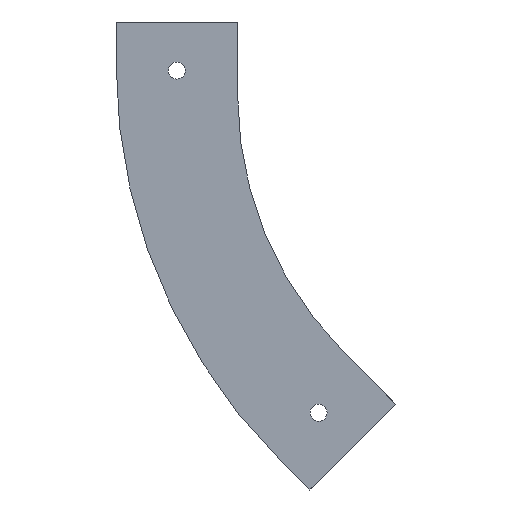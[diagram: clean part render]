
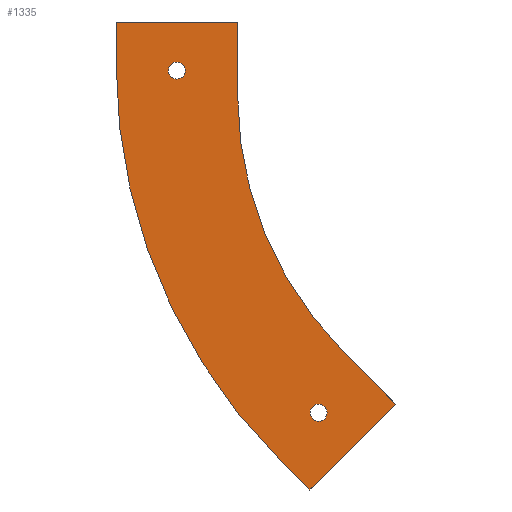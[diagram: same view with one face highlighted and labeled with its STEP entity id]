
A CAD part, front view. The second image highlights one B-rep face of the part: STEP entity #1335.
In plain terms, the highlighted planar face has unit normal (0, -1, 0).
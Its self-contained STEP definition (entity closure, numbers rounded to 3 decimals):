
#85 = DIRECTION ( 'NONE',  ( -0.707, 0., -0.707 ) ) ;
#86 = CARTESIAN_POINT ( 'NONE',  ( 54.792, 0., -192.635 ) ) ;
#101 = CARTESIAN_POINT ( 'NONE',  ( 175., 0., -30. ) ) ;
#102 = DIRECTION ( 'NONE',  ( 0., -1., 0. ) ) ;
#103 = DIRECTION ( 'NONE',  ( 0., 0., -1. ) ) ;
#104 = CARTESIAN_POINT ( 'NONE',  ( 25., 0., 0. ) ) ;
#105 = DIRECTION ( 'NONE',  ( 0., 0., -1. ) ) ;
#144 = CARTESIAN_POINT ( 'NONE',  ( 58.327, 0., -160.815 ) ) ;
#145 = DIRECTION ( 'NONE',  ( 0., -1., 0. ) ) ;
#146 = DIRECTION ( 'NONE',  ( 0., 0., 1. ) ) ;
#148 = CARTESIAN_POINT ( 'NONE',  ( 0., 0., -20. ) ) ;
#149 = DIRECTION ( 'NONE',  ( 0., -1., 0. ) ) ;
#150 = DIRECTION ( 'NONE',  ( 0., 0., 1. ) ) ;
#225 = DIRECTION ( 'NONE',  ( 0., 0., 1. ) ) ;
#237 = CARTESIAN_POINT ( 'NONE',  ( -25., 0., 0. ) ) ;
#276 = CARTESIAN_POINT ( 'NONE',  ( 25., 0., -30. ) ) ;
#279 = CARTESIAN_POINT ( 'NONE',  ( 68.934, 0., -136.066 ) ) ;
#280 = CARTESIAN_POINT ( 'NONE',  ( 90.147, 0., -157.279 ) ) ;
#288 = CARTESIAN_POINT ( 'NONE',  ( 42.365, 0., -180.208 ) ) ;
#290 = CARTESIAN_POINT ( 'NONE',  ( 54.792, 0., -192.635 ) ) ;
#333 = CARTESIAN_POINT ( 'NONE',  ( 25., 0., 0. ) ) ;
#334 = CARTESIAN_POINT ( 'NONE',  ( -25., 0., 0. ) ) ;
#335 = CARTESIAN_POINT ( 'NONE',  ( -25., 0., -17.574 ) ) ;
#337 = EDGE_CURVE ( 'NONE', #1247, #1246, #1287, .T. ) ;
#346 = EDGE_CURVE ( 'NONE', #1192, #1193, #1301, .T. ) ;
#354 = EDGE_CURVE ( 'NONE', #1203, #1201, #1314, .T. ) ;
#359 = EDGE_CURVE ( 'NONE', #1201, #1248, #1319, .T. ) ;
#366 = EDGE_CURVE ( 'NONE', #1193, #1203, #605, .T. ) ;
#376 = EDGE_CURVE ( 'NONE', #1186, #1192, #620, .T. ) ;
#378 = EDGE_CURVE ( 'NONE', #1246, #1186, #626, .T. ) ;
#394 = EDGE_CURVE ( 'NONE', #801, #801, #650, .T. ) ;
#395 = EDGE_CURVE ( 'NONE', #802, #802, #655, .T. ) ;
#467 = DIRECTION ( 'NONE',  ( 0., 1., 0. ) ) ;
#474 = CARTESIAN_POINT ( 'NONE',  ( 205., 0., -17.574 ) ) ;
#476 = PLANE ( 'NONE',  #987 ) ;
#478 = DIRECTION ( 'NONE',  ( 0., 0., 1. ) ) ;
#571 = CARTESIAN_POINT ( 'NONE',  ( 0., 0., -16.5 ) ) ;
#576 = CARTESIAN_POINT ( 'NONE',  ( 58.327, 0., -157.315 ) ) ;
#605 = LINE ( 'NONE', #86, #608 ) ;
#608 = VECTOR ( 'NONE', #85, 1000. ) ;
#620 = CIRCLE ( 'NONE', #958, 150. ) ;
#626 = LINE ( 'NONE', #104, #629 ) ;
#629 = VECTOR ( 'NONE', #105, 1000. ) ;
#650 = CIRCLE ( 'NONE', #966, 3.5 ) ;
#655 = CIRCLE ( 'NONE', #967, 3.5 ) ;
#705 = FACE_BOUND ( 'NONE', #1157, .T. ) ;
#735 = LINE ( 'NONE', #237, #737 ) ;
#737 = VECTOR ( 'NONE', #225, 1000. ) ;
#751 = FACE_OUTER_BOUND ( 'NONE', #1145, .T. ) ;
#753 = FACE_BOUND ( 'NONE', #1161, .T. ) ;
#801 = VERTEX_POINT ( 'NONE', #576 ) ;
#802 = VERTEX_POINT ( 'NONE', #571 ) ;
#846 = CARTESIAN_POINT ( 'NONE',  ( 42.365, 0., -180.208 ) ) ;
#853 = DIRECTION ( 'NONE',  ( 0., 0., 1. ) ) ;
#861 = DIRECTION ( 'NONE',  ( -0.707, 0., 0.707 ) ) ;
#882 = CARTESIAN_POINT ( 'NONE',  ( -25., 0., 0. ) ) ;
#884 = CARTESIAN_POINT ( 'NONE',  ( 90.147, 0., -157.279 ) ) ;
#886 = DIRECTION ( 'NONE',  ( 0., 1., 0. ) ) ;
#897 = DIRECTION ( 'NONE',  ( 1., 0., 0. ) ) ;
#900 = CARTESIAN_POINT ( 'NONE',  ( 205., 0., -17.574 ) ) ;
#905 = DIRECTION ( 'NONE',  ( 0.707, 0., -0.707 ) ) ;
#916 = ORIENTED_EDGE ( 'NONE', *, *, #359, .F. ) ;
#917 = ORIENTED_EDGE ( 'NONE', *, *, #949, .F. ) ;
#918 = ORIENTED_EDGE ( 'NONE', *, *, #337, .F. ) ;
#919 = ORIENTED_EDGE ( 'NONE', *, *, #378, .F. ) ;
#920 = ORIENTED_EDGE ( 'NONE', *, *, #376, .F. ) ;
#921 = ORIENTED_EDGE ( 'NONE', *, *, #346, .F. ) ;
#949 = EDGE_CURVE ( 'NONE', #1248, #1247, #735, .T. ) ;
#953 = AXIS2_PLACEMENT_3D ( 'NONE', #900, #886, #853 ) ;
#958 = AXIS2_PLACEMENT_3D ( 'NONE', #101, #102, #103 ) ;
#966 = AXIS2_PLACEMENT_3D ( 'NONE', #144, #145, #146 ) ;
#967 = AXIS2_PLACEMENT_3D ( 'NONE', #148, #149, #150 ) ;
#987 = AXIS2_PLACEMENT_3D ( 'NONE', #474, #467, #478 ) ;
#1145 = EDGE_LOOP ( 'NONE', ( #1366, #1365, #921, #920, #919, #918, #917, #916 ) ) ;
#1157 = EDGE_LOOP ( 'NONE', ( #1369 ) ) ;
#1161 = EDGE_LOOP ( 'NONE', ( #1367 ) ) ;
#1186 = VERTEX_POINT ( 'NONE', #276 ) ;
#1192 = VERTEX_POINT ( 'NONE', #279 ) ;
#1193 = VERTEX_POINT ( 'NONE', #280 ) ;
#1201 = VERTEX_POINT ( 'NONE', #288 ) ;
#1203 = VERTEX_POINT ( 'NONE', #290 ) ;
#1246 = VERTEX_POINT ( 'NONE', #333 ) ;
#1247 = VERTEX_POINT ( 'NONE', #334 ) ;
#1248 = VERTEX_POINT ( 'NONE', #335 ) ;
#1287 = LINE ( 'NONE', #882, #1288 ) ;
#1288 = VECTOR ( 'NONE', #897, 1000. ) ;
#1301 = LINE ( 'NONE', #884, #1306 ) ;
#1306 = VECTOR ( 'NONE', #905, 1000. ) ;
#1314 = LINE ( 'NONE', #846, #1318 ) ;
#1318 = VECTOR ( 'NONE', #861, 1000. ) ;
#1319 = CIRCLE ( 'NONE', #953, 230. ) ;
#1335 = ADVANCED_FACE ( 'NONE', ( #705, #753, #751 ), #476, .F. ) ;
#1365 = ORIENTED_EDGE ( 'NONE', *, *, #366, .F. ) ;
#1366 = ORIENTED_EDGE ( 'NONE', *, *, #354, .F. ) ;
#1367 = ORIENTED_EDGE ( 'NONE', *, *, #395, .F. ) ;
#1369 = ORIENTED_EDGE ( 'NONE', *, *, #394, .F. ) ;
